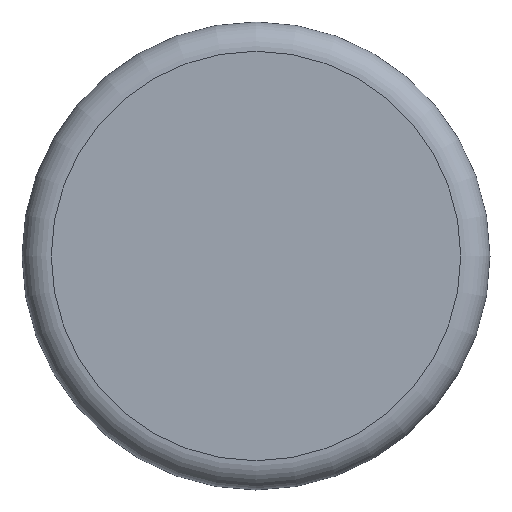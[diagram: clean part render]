
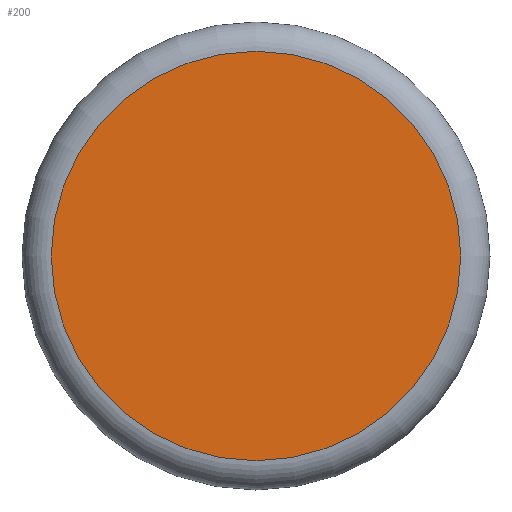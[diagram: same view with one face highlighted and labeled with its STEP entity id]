
A CAD part, front view. The second image highlights one B-rep face of the part: STEP entity #200.
In plain terms, the highlighted planar face has unit normal (0, -1, 0).
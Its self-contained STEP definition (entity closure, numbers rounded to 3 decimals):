
#16=PLANE('',#251);
#31=FACE_OUTER_BOUND('',#41,.T.);
#41=EDGE_LOOP('',(#166,#167));
#61=CIRCLE('',#245,7.);
#62=CIRCLE('',#246,7.);
#87=VERTEX_POINT('',#402);
#88=VERTEX_POINT('',#403);
#114=EDGE_CURVE('',#87,#88,#61,.T.);
#115=EDGE_CURVE('',#88,#87,#62,.T.);
#166=ORIENTED_EDGE('',*,*,#114,.T.);
#167=ORIENTED_EDGE('',*,*,#115,.T.);
#200=ADVANCED_FACE('',(#31),#16,.T.);
#245=AXIS2_PLACEMENT_3D('',#404,#306,#307);
#246=AXIS2_PLACEMENT_3D('',#405,#308,#309);
#251=AXIS2_PLACEMENT_3D('',#413,#318,#319);
#306=DIRECTION('center_axis',(0.,-1.,0.));
#307=DIRECTION('ref_axis',(1.,0.,0.));
#308=DIRECTION('center_axis',(0.,-1.,0.));
#309=DIRECTION('ref_axis',(1.,0.,0.));
#318=DIRECTION('center_axis',(0.,-1.,0.));
#319=DIRECTION('ref_axis',(0.,0.,-1.));
#402=CARTESIAN_POINT('',(7.,0.,0.));
#403=CARTESIAN_POINT('',(0.,0.,7.));
#404=CARTESIAN_POINT('Origin',(0.,0.,0.));
#405=CARTESIAN_POINT('Origin',(0.,0.,0.));
#413=CARTESIAN_POINT('Origin',(0.,0.,0.));
